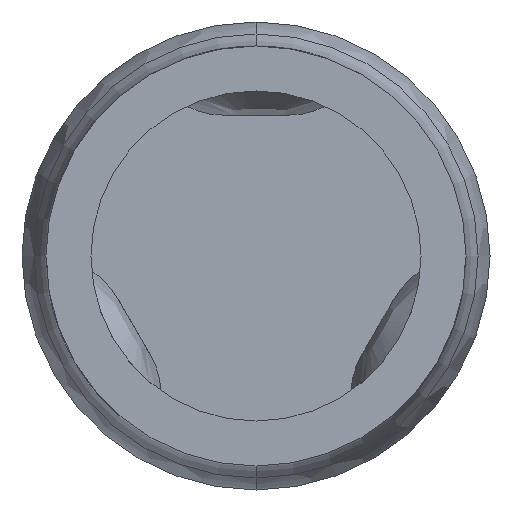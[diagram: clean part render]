
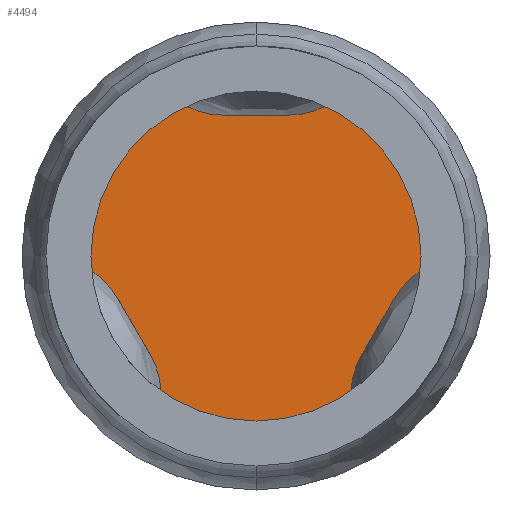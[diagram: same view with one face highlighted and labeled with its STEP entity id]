
A CAD part, front view. The second image highlights one B-rep face of the part: STEP entity #4494.
In plain terms, the highlighted planar face has unit normal (0, -1, 0).
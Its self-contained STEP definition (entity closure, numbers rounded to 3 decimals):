
#43 = DIRECTION ( 'NONE',  ( 0., 0., -1. ) ) ;
#94 = CARTESIAN_POINT ( 'NONE',  ( 0., -27.781, 0. ) ) ;
#164 = CIRCLE ( 'NONE', #3434, 0.278 ) ;
#441 = CARTESIAN_POINT ( 'NONE',  ( 0., -27.781, 0. ) ) ;
#1013 = EDGE_LOOP ( 'NONE', ( #1886, #3637 ) ) ;
#1064 = CIRCLE ( 'NONE', #1165, 0.278 ) ;
#1165 = AXIS2_PLACEMENT_3D ( 'NONE', #4804, #5197, #2391 ) ;
#1400 = AXIS2_PLACEMENT_3D ( 'NONE', #441, #2414, #43 ) ;
#1528 = CARTESIAN_POINT ( 'NONE',  ( 0., -27.781, -0.278 ) ) ;
#1602 = PLANE ( 'NONE',  #1400 ) ;
#1886 = ORIENTED_EDGE ( 'NONE', *, *, #2674, .T. ) ;
#2391 = DIRECTION ( 'NONE',  ( 0., 0., 1. ) ) ;
#2414 = DIRECTION ( 'NONE',  ( 0., -1., 0. ) ) ;
#2486 = DIRECTION ( 'NONE',  ( 0., 0., 1. ) ) ;
#2674 = EDGE_CURVE ( 'Defeature ausgef�hrt1_41+Defeature ausgef�hrt1_25+Defeature ausgef�hrt1_25+Defeature ausgef�hrt1_25', #3019, #4774, #164, .T. ) ;
#3019 = VERTEX_POINT ( 'NONE', #3196 ) ;
#3196 = CARTESIAN_POINT ( 'NONE',  ( 0., -27.781, 0.278 ) ) ;
#3276 = FACE_OUTER_BOUND ( 'NONE', #1013, .T. ) ;
#3434 = AXIS2_PLACEMENT_3D ( 'NONE', #94, #4899, #2486 ) ;
#3637 = ORIENTED_EDGE ( 'NONE', *, *, #3799, .T. ) ;
#3799 = EDGE_CURVE ( 'Defeature ausgef�hrt1_41+Defeature ausgef�hrt1_25+Defeature ausgef�hrt1_25+Defeature ausgef�hrt1_25', #4774, #3019, #1064, .T. ) ;
#4494 = ADVANCED_FACE ( 'Defeature ausgef�hrt1_41', ( #3276 ), #1602, .T. ) ;
#4774 = VERTEX_POINT ( 'NONE', #1528 ) ;
#4804 = CARTESIAN_POINT ( 'NONE',  ( 0., -27.781, 0. ) ) ;
#4899 = DIRECTION ( 'NONE',  ( 0., -1., 0. ) ) ;
#5197 = DIRECTION ( 'NONE',  ( 0., -1., 0. ) ) ;
